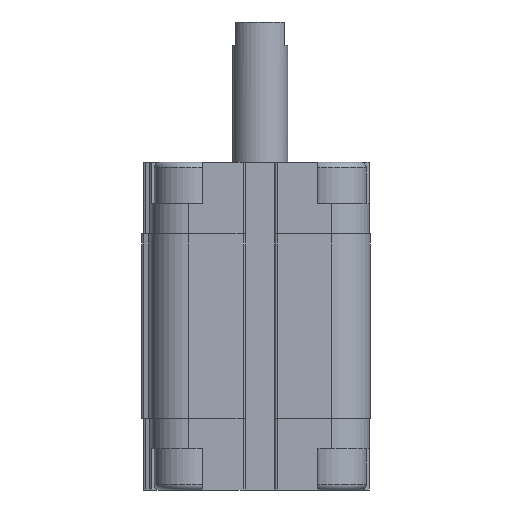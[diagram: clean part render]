
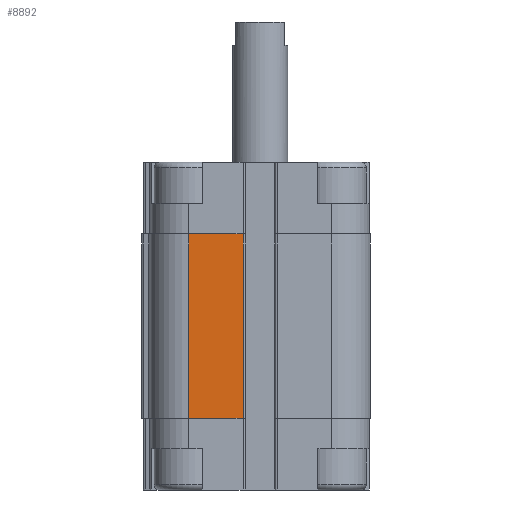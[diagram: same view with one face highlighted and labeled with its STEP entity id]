
A CAD part, left-side view. The second image highlights one B-rep face of the part: STEP entity #8892.
In plain terms, the highlighted face is planar.
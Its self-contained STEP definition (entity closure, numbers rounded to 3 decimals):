
#367=LINE('',#14028,#1181);
#368=LINE('',#14030,#1182);
#369=LINE('',#14032,#1183);
#370=LINE('',#14034,#1184);
#1181=VECTOR('',#11012,1000.);
#1182=VECTOR('',#11015,1000.);
#1183=VECTOR('',#11016,1000.);
#1184=VECTOR('',#11017,1000.);
#1756=PLANE('',#9598);
#3150=ORIENTED_EDGE('',*,*,#5521,.F.);
#3151=ORIENTED_EDGE('',*,*,#5520,.F.);
#3152=ORIENTED_EDGE('',*,*,#5522,.T.);
#3153=ORIENTED_EDGE('',*,*,#5523,.T.);
#5520=EDGE_CURVE('',#6706,#6705,#367,.T.);
#5521=EDGE_CURVE('',#6705,#6707,#368,.T.);
#5522=EDGE_CURVE('',#6706,#6708,#369,.T.);
#5523=EDGE_CURVE('',#6708,#6707,#370,.T.);
#6705=VERTEX_POINT('',#14025);
#6706=VERTEX_POINT('',#14027);
#6707=VERTEX_POINT('',#14031);
#6708=VERTEX_POINT('',#14033);
#7595=EDGE_LOOP('',(#3150,#3151,#3152,#3153));
#8237=FACE_BOUND('',#7595,.T.);
#8892=ADVANCED_FACE('',(#8237),#1756,.T.);
#9598=AXIS2_PLACEMENT_3D('',#14029,#11013,#11014);
#11012=DIRECTION('',(0.,0.,1.));
#11013=DIRECTION('',(1.,0.,0.));
#11014=DIRECTION('',(0.,0.,-1.));
#11015=DIRECTION('',(0.,1.,0.));
#11016=DIRECTION('',(0.,1.,0.));
#11017=DIRECTION('',(0.,0.,1.));
#14025=CARTESIAN_POINT('',(20.,-13.,-13.));
#14027=CARTESIAN_POINT('',(20.,-13.,-46.5));
#14028=CARTESIAN_POINT('',(20.,-13.,-46.5));
#14029=CARTESIAN_POINT('',(20.,-13.,-46.5));
#14030=CARTESIAN_POINT('',(20.,-13.,-13.));
#14031=CARTESIAN_POINT('',(20.,-3.1,-13.));
#14032=CARTESIAN_POINT('',(20.,-13.,-46.5));
#14033=CARTESIAN_POINT('',(20.,-3.1,-46.5));
#14034=CARTESIAN_POINT('',(20.,-3.1,-46.5));
